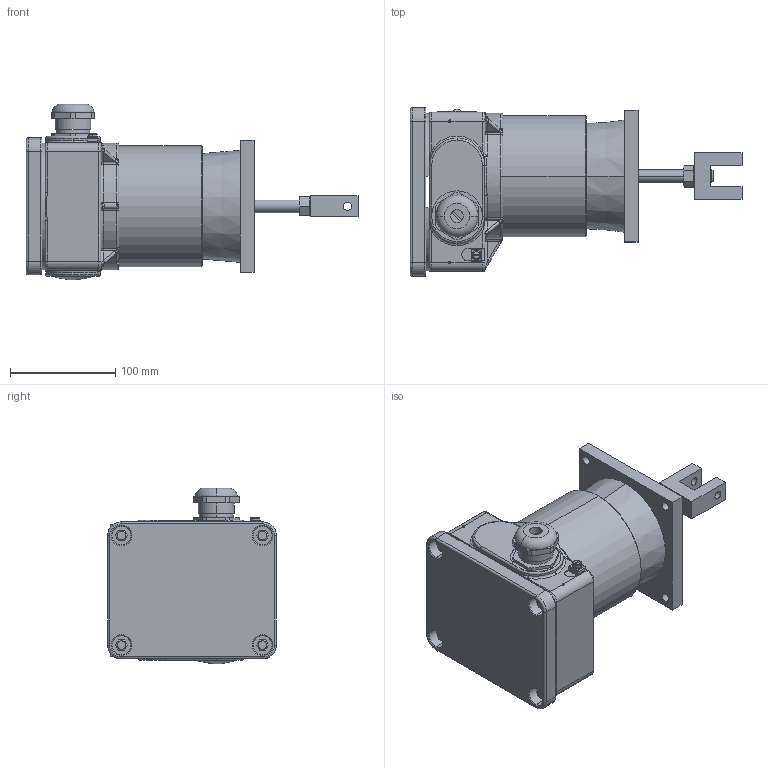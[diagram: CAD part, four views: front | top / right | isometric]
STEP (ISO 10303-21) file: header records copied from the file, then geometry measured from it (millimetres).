
FILE_DESCRIPTION (( 'STEP AP214' ), '1' );
FILE_NAME ('Gleichstrom-Hubmagnet-EX-41110141-external.STEP', '2021-10-12T12:10:22', ( '' ), ( '' ), 'SwSTEP 2.0', 'SolidWorks 2018', '' );
FILE_SCHEMA (( 'AUTOMOTIVE_DESIGN' ));
Length unit declared in the file: millimetre
Products named in the file (1): Gleichstrom-Hubmagnet-EX-41110141-external
Bounding box: 314.9 x 160 x 166.62 mm (x, y, z)
Surface area: 205260.6 mm2 (no closed solid volume)
Topology: 0 solids, 168 shells, 713 faces, 5282 edges, 4703 vertices
Faces by surface type: plane 341, cylinder 162, torus 83, bspline 73, cone 30, sphere 24
Entity records: 79369 total; most frequent: CARTESIAN_POINT 37053, ORIENTED_EDGE 6410, DIRECTION 5335, EDGE_CURVE 5268, VERTEX_POINT 4699, LINE 2571, VECTOR 2571, B_SPLINE_CURVE_WITH_KNOTS 1905
